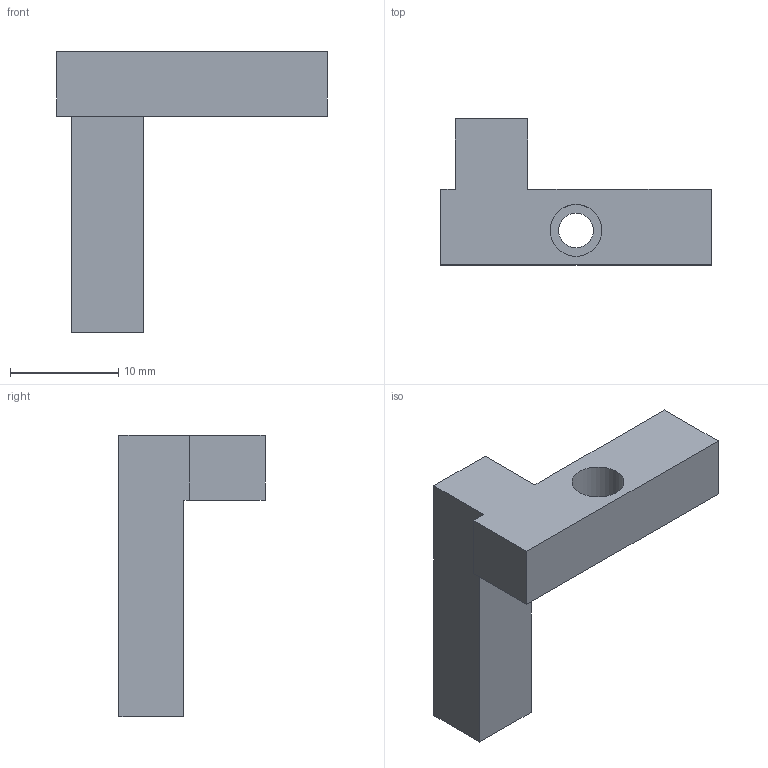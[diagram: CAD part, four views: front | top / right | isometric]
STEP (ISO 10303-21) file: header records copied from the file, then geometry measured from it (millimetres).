
FILE_DESCRIPTION(('FreeCAD Model'),'2;1');
FILE_NAME('Open CASCADE Shape Model','2024-07-05T12:38:36',(''),(''), 'Open CASCADE STEP processor 7.6','FreeCAD','Unknown');
FILE_SCHEMA(('AUTOMOTIVE_DESIGN { 1 0 10303 214 1 1 1 1 }'));
Length unit declared in the file: millimetre
Products named in the file (1): FixacaoVertical
Bounding box: 25 x 13.5 x 26 mm (x, y, z)
Volume: 1926.3 mm3; surface area: 1551.9 mm2
Topology: 1 solids, 1 shells, 20 faces, 46 edges, 30 vertices
Faces by surface type: plane 17, cylinder 3
Full cylindrical faces by diameter (mm): 3.2 x1, 4.8 x2
Entity records: 586 total; most frequent: CARTESIAN_POINT 97, DIRECTION 94, ORIENTED_EDGE 92, EDGE_CURVE 46, LINE 40, VECTOR 40, VERTEX_POINT 30, AXIS2_PLACEMENT_3D 27
